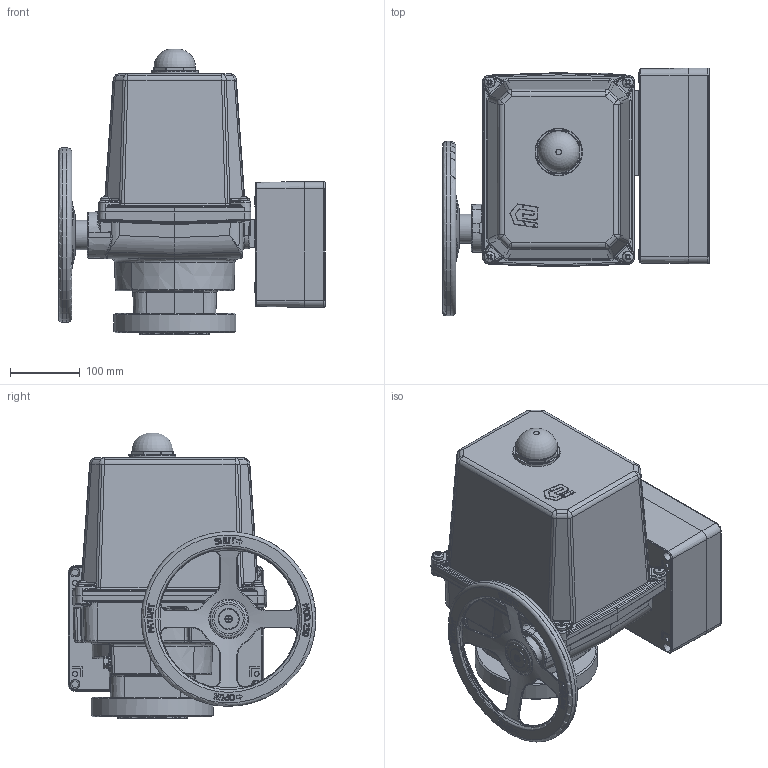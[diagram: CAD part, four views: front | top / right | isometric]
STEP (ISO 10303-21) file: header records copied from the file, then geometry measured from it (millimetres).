
FILE_DESCRIPTION(('HOOPS Exchange Step'),'2;1');
FILE_NAME('AN0301_1503_F14.stp','2025-04-25T13:38:03+02:00',('nieru'),('Unknown organisation'),'HOOPS Exchange 2024.2','HOOPS Exchange','Unknown authorisation');
FILE_SCHEMA( ('AP203_CONFIGURATION_CONTROLLED_3D_DESIGN_OF_MECHANICAL_PARTS_AND_ASSEMBLIES_MIM_LF') );
Length unit declared in the file: millimetre
Products named in the file (7): 0; root
Assembly tree (6 placements, depth 3):
  root
    0
      0
      0
      0
      0
      0
Bounding box: 381.7 x 354.77 x 409.2 mm (x, y, z)
Volume: 19263315.5 mm3; surface area: 1135671.9 mm2
Topology: 38 solids, 39 shells, 3648 faces, 9158 edges, 5599 vertices
Faces by surface type: cylinder 1274, plane 778, bspline 634, torus 596, cone 279, sphere 87
Full cylindrical faces by diameter (mm): 3.1 x1, 3.219 x1, 6 x1, 9.191 x1, 10.5 x1, 11 x2, 12 x8, 13.835 x4, 15.875 x1, 16 x1, 18 x8, 20 x11, 24 x2, 30 x1, 42 x4, 55 x1, 58.632 x1, 59.415 x1, 60.2 x1, 66.535 x1, 68 x2, 71.3 x1, 74.53 x1, 95 x1, 175 x1, 230 x1, 246 x1, 250 x1
Entity records: 259483 total; most frequent: CARTESIAN_POINT 178746, ORIENTED_EDGE 18106, DIRECTION 14825, EDGE_CURVE 9053, AXIS2_PLACEMENT_3D 6003, VERTEX_POINT 5601, EDGE_LOOP 3828, FACE_BOUND 3828
